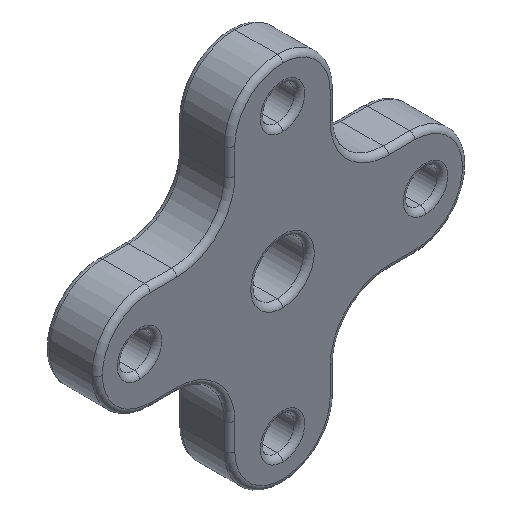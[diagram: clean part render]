
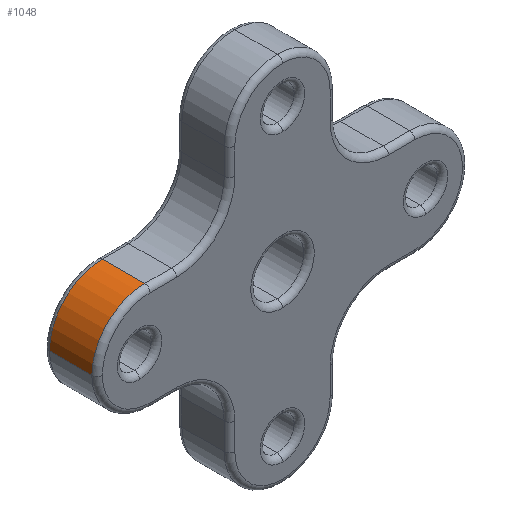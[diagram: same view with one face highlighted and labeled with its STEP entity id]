
A CAD part, isometric view. The second image highlights one B-rep face of the part: STEP entity #1048.
In plain terms, the highlighted cylindrical face has radius 5 mm (diameter 10 mm), a partial arc.
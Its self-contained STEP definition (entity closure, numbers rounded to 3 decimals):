
#48 = ORIENTED_EDGE ( 'NONE', *, *, #1557, .T. ) ;
#189 = LINE ( 'NONE', #1855, #1072 ) ;
#204 = CARTESIAN_POINT ( 'NONE',  ( -17.5, 0.5, 0. ) ) ;
#230 = DIRECTION ( 'NONE',  ( 0., 0., 1. ) ) ;
#337 = ORIENTED_EDGE ( 'NONE', *, *, #1302, .F. ) ;
#505 = ORIENTED_EDGE ( 'NONE', *, *, #1962, .T. ) ;
#600 = EDGE_LOOP ( 'NONE', ( #48, #1217, #337, #505 ) ) ;
#647 = LINE ( 'NONE', #1492, #2038 ) ;
#746 = CARTESIAN_POINT ( 'NONE',  ( -12.5, 4.5, 5. ) ) ;
#810 = DIRECTION ( 'NONE',  ( 0., -1., 0. ) ) ;
#946 = VERTEX_POINT ( 'NONE', #1254 ) ;
#957 = VERTEX_POINT ( 'NONE', #204 ) ;
#1018 = CARTESIAN_POINT ( 'NONE',  ( -12.5, 0.5, 5. ) ) ;
#1025 = CIRCLE ( 'NONE', #1826, 5. ) ;
#1048 = ADVANCED_FACE ( 'NONE', ( #2572 ), #1983, .T. ) ;
#1072 = VECTOR ( 'NONE', #810, 1000. ) ;
#1217 = ORIENTED_EDGE ( 'NONE', *, *, #1704, .T. ) ;
#1254 = CARTESIAN_POINT ( 'NONE',  ( -17.5, 4.5, 0. ) ) ;
#1271 = AXIS2_PLACEMENT_3D ( 'NONE', #1278, #2109, #230 ) ;
#1278 = CARTESIAN_POINT ( 'NONE',  ( -12.5, 4.5, 0. ) ) ;
#1302 = EDGE_CURVE ( 'NONE', #1568, #2069, #189, .T. ) ;
#1338 = CARTESIAN_POINT ( 'NONE',  ( -12.5, 5., 0. ) ) ;
#1350 = CARTESIAN_POINT ( 'NONE',  ( -12.5, 0.5, 0. ) ) ;
#1492 = CARTESIAN_POINT ( 'NONE',  ( -17.5, 5., 0. ) ) ;
#1536 = DIRECTION ( 'NONE',  ( 0., 0., 1. ) ) ;
#1557 = EDGE_CURVE ( 'NONE', #946, #957, #647, .T. ) ;
#1568 = VERTEX_POINT ( 'NONE', #746 ) ;
#1704 = EDGE_CURVE ( 'NONE', #957, #2069, #1025, .T. ) ;
#1826 = AXIS2_PLACEMENT_3D ( 'NONE', #1350, #2585, #1536 ) ;
#1845 = CIRCLE ( 'NONE', #1271, 5. ) ;
#1855 = CARTESIAN_POINT ( 'NONE',  ( -12.5, 0., 5. ) ) ;
#1865 = AXIS2_PLACEMENT_3D ( 'NONE', #1338, #2170, #2607 ) ;
#1962 = EDGE_CURVE ( 'NONE', #1568, #946, #1845, .T. ) ;
#1983 = CYLINDRICAL_SURFACE ( 'NONE', #1865, 5. ) ;
#2038 = VECTOR ( 'NONE', #2322, 1000. ) ;
#2069 = VERTEX_POINT ( 'NONE', #1018 ) ;
#2109 = DIRECTION ( 'NONE',  ( 0., -1., 0. ) ) ;
#2170 = DIRECTION ( 'NONE',  ( 0., 1., 0. ) ) ;
#2322 = DIRECTION ( 'NONE',  ( 0., -1., 0. ) ) ;
#2572 = FACE_OUTER_BOUND ( 'NONE', #600, .T. ) ;
#2585 = DIRECTION ( 'NONE',  ( 0., 1., 0. ) ) ;
#2607 = DIRECTION ( 'NONE',  ( 0., 0., 1. ) ) ;
